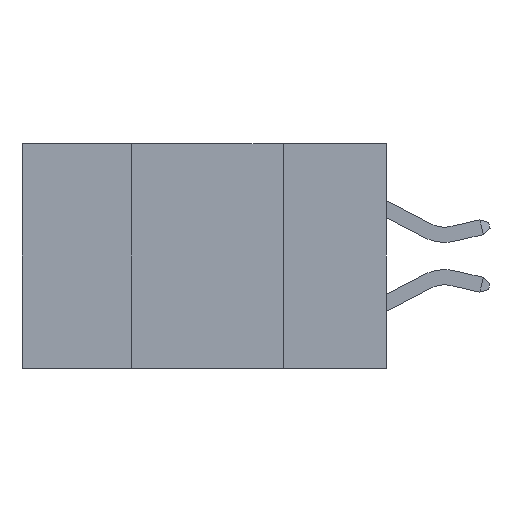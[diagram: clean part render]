
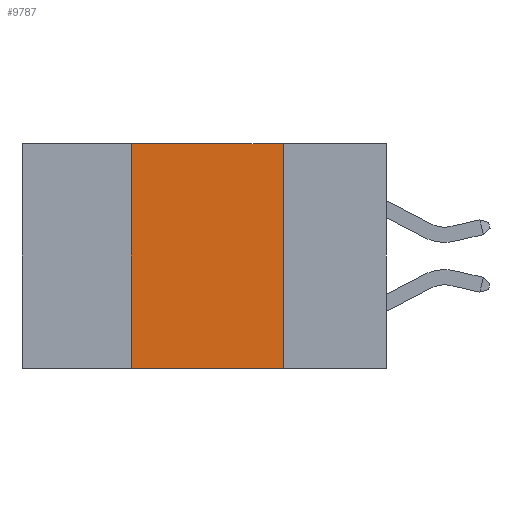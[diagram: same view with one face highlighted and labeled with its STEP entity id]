
A CAD part, left-side view. The second image highlights one B-rep face of the part: STEP entity #9787.
In plain terms, the highlighted planar face has unit normal (-1, 0, 0).
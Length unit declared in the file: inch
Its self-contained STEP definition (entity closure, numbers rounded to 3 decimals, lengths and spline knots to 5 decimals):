
#59 = VECTOR ( 'NONE', #5047, 39.37008 ) ;
#175 = LINE ( 'NONE', #4929, #12791 ) ;
#221 = ORIENTED_EDGE ( 'NONE', *, *, #8073, .F. ) ;
#407 = VECTOR ( 'NONE', #4954, 39.37008 ) ;
#495 = CARTESIAN_POINT ( 'NONE',  ( 0., 0.6, 0. ) ) ;
#512 = CARTESIAN_POINT ( 'NONE',  ( 0., 0.42, -0.37 ) ) ;
#881 = DIRECTION ( 'NONE',  ( 0., 0., -1. ) ) ;
#1372 = ORIENTED_EDGE ( 'NONE', *, *, #6748, .T. ) ;
#2399 = DIRECTION ( 'NONE',  ( 0., -1., 0. ) ) ;
#3682 = EDGE_CURVE ( 'NONE', #8897, #4907, #3926, .T. ) ;
#3718 = FACE_OUTER_BOUND ( 'NONE', #11459, .T. ) ;
#3926 = LINE ( 'NONE', #12769, #6351 ) ;
#3935 = PLANE ( 'NONE',  #3950 ) ;
#3950 = AXIS2_PLACEMENT_3D ( 'NONE', #12790, #7013, #881 ) ;
#3969 = EDGE_CURVE ( 'NONE', #4907, #7279, #10773, .T. ) ;
#4907 = VERTEX_POINT ( 'NONE', #11180 ) ;
#4929 = CARTESIAN_POINT ( 'NONE',  ( 0., 0.6, -0.37 ) ) ;
#4954 = DIRECTION ( 'NONE',  ( 0., 0., -1. ) ) ;
#5047 = DIRECTION ( 'NONE',  ( 0., -1., 0. ) ) ;
#5110 = DIRECTION ( 'NONE',  ( 0., 0., 1. ) ) ;
#5671 = CARTESIAN_POINT ( 'NONE',  ( 0., 0.17, -0.37 ) ) ;
#5879 = CARTESIAN_POINT ( 'NONE',  ( 0., 0.17, 0. ) ) ;
#5880 = LINE ( 'NONE', #5879, #407 ) ;
#6351 = VECTOR ( 'NONE', #5110, 39.37008 ) ;
#6748 = EDGE_CURVE ( 'NONE', #8897, #12269, #175, .T. ) ;
#7013 = DIRECTION ( 'NONE',  ( 1., 0., 0. ) ) ;
#7279 = VERTEX_POINT ( 'NONE', #11753 ) ;
#7381 = ORIENTED_EDGE ( 'NONE', *, *, #3682, .F. ) ;
#8073 = EDGE_CURVE ( 'NONE', #7279, #12269, #5880, .T. ) ;
#8897 = VERTEX_POINT ( 'NONE', #512 ) ;
#9787 = ADVANCED_FACE ( 'NONE', ( #3718 ), #3935, .F. ) ;
#10773 = LINE ( 'NONE', #495, #59 ) ;
#11180 = CARTESIAN_POINT ( 'NONE',  ( 0., 0.42, 0. ) ) ;
#11459 = EDGE_LOOP ( 'NONE', ( #221, #12379, #7381, #1372 ) ) ;
#11753 = CARTESIAN_POINT ( 'NONE',  ( 0., 0.17, 0. ) ) ;
#12269 = VERTEX_POINT ( 'NONE', #5671 ) ;
#12379 = ORIENTED_EDGE ( 'NONE', *, *, #3969, .F. ) ;
#12769 = CARTESIAN_POINT ( 'NONE',  ( 0., 0.42, 0. ) ) ;
#12790 = CARTESIAN_POINT ( 'NONE',  ( 0., 0.6, 0. ) ) ;
#12791 = VECTOR ( 'NONE', #2399, 39.37008 ) ;
